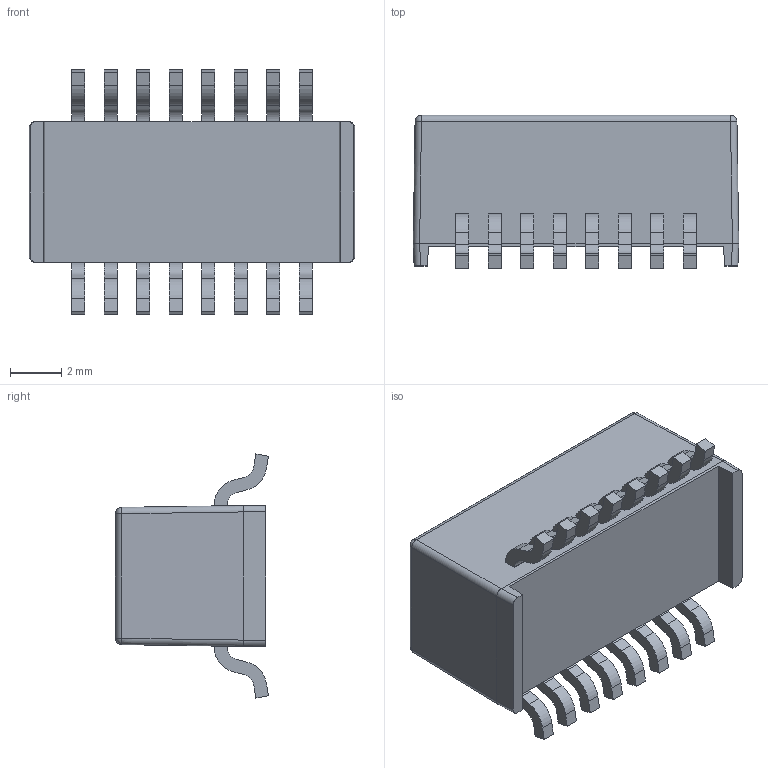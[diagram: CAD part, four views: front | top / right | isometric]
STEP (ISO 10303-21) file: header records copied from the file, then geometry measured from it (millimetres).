
FILE_DESCRIPTION (( 'STEP AP214' ), '1' );
FILE_NAME ('HX1188NLT.STEP', '2022-02-16T05:17:39', ( '' ), ( '' ), 'SwSTEP 2.0', 'SolidWorks 2018', '' );
FILE_SCHEMA (( 'AUTOMOTIVE_DESIGN' ));
Length unit declared in the file: millimetre
Products named in the file (2): HX1188NLT
Bounding box: 12.7 x 5.97 x 9.53 mm (x, y, z)
Volume: 366.2 mm3; surface area: 424.4 mm2
Topology: 1 solids, 1 shells, 238 faces, 652 edges, 428 vertices
Faces by surface type: plane 158, cylinder 76, sphere 4
Entity records: 10155 total; most frequent: CARTESIAN_POINT 1348, ORIENTED_EDGE 1296, DIRECTION 1260, EDGE_CURVE 648, LINE 500, VECTOR 500, VERTEX_POINT 428, AXIS2_PLACEMENT_3D 380
